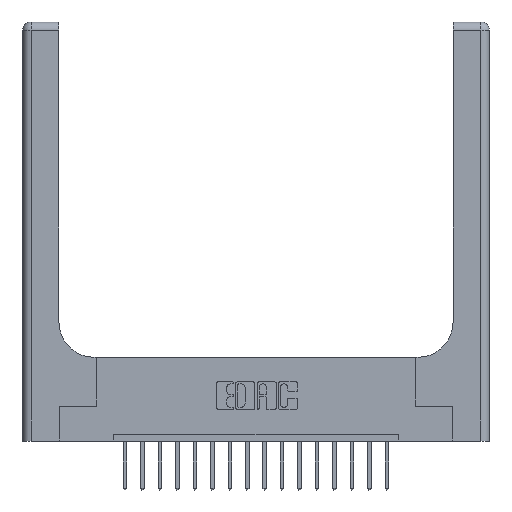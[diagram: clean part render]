
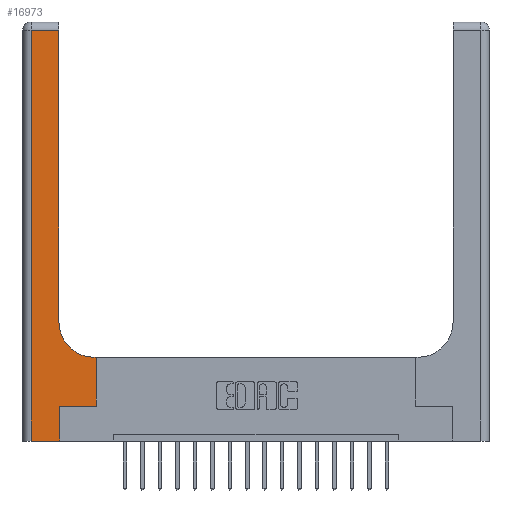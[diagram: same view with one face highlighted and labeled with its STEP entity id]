
A CAD part, top view. The second image highlights one B-rep face of the part: STEP entity #16973.
In plain terms, the highlighted planar face has unit normal (0, 0, 1).
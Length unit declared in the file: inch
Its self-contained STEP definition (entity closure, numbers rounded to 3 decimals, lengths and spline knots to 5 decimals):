
#93 = CARTESIAN_POINT ( 'NONE',  ( 0.51, 0.85, 0.37 ) ) ;
#103 = VERTEX_POINT ( 'NONE', #5514 ) ;
#632 = EDGE_CURVE ( 'NONE', #10652, #16010, #5469, .T. ) ;
#937 = CARTESIAN_POINT ( 'NONE',  ( 0.26, 0.6, 0.37 ) ) ;
#1498 = DIRECTION ( 'NONE',  ( 0., 0., -1. ) ) ;
#1691 = FACE_OUTER_BOUND ( 'NONE', #10173, .T. ) ;
#2606 = EDGE_CURVE ( 'NONE', #103, #10076, #9143, .T. ) ;
#2922 = AXIS2_PLACEMENT_3D ( 'NONE', #14701, #1498, #5935 ) ;
#3048 = VERTEX_POINT ( 'NONE', #7475 ) ;
#3138 = PLANE ( 'NONE',  #2922 ) ;
#3209 = CARTESIAN_POINT ( 'NONE',  ( 0.06, 0., 0.37 ) ) ;
#3253 = ORIENTED_EDGE ( 'NONE', *, *, #2606, .T. ) ;
#3716 = VERTEX_POINT ( 'NONE', #7697 ) ;
#3845 = LINE ( 'NONE', #937, #17968 ) ;
#3893 = VECTOR ( 'NONE', #8730, 39.37008 ) ;
#4835 = CARTESIAN_POINT ( 'NONE',  ( 0., 2.94, 0.37 ) ) ;
#4979 = EDGE_CURVE ( 'NONE', #3716, #10330, #10625, .T. ) ;
#5469 = LINE ( 'NONE', #12790, #3893 ) ;
#5514 = CARTESIAN_POINT ( 'NONE',  ( 0.26, 0.85, 0.37 ) ) ;
#5633 = EDGE_CURVE ( 'NONE', #3048, #103, #14841, .T. ) ;
#5734 = CARTESIAN_POINT ( 'NONE',  ( 0.265, 0., 0.37 ) ) ;
#5935 = DIRECTION ( 'NONE',  ( -1., 0., 0. ) ) ;
#6296 = EDGE_CURVE ( 'NONE', #10330, #3048, #3845, .T. ) ;
#6352 = DIRECTION ( 'NONE',  ( 0., 1., 0. ) ) ;
#6544 = AXIS2_PLACEMENT_3D ( 'NONE', #93, #10227, #14754 ) ;
#7152 = CARTESIAN_POINT ( 'NONE',  ( 0.06, 2.94, 0.37 ) ) ;
#7311 = EDGE_CURVE ( 'NONE', #10076, #10652, #13592, .T. ) ;
#7475 = CARTESIAN_POINT ( 'NONE',  ( 0.51, 0.6, 0.37 ) ) ;
#7697 = CARTESIAN_POINT ( 'NONE',  ( 0.528, 0.25, 0.37 ) ) ;
#8095 = CARTESIAN_POINT ( 'NONE',  ( 0., 0., 0.37 ) ) ;
#8719 = DIRECTION ( 'NONE',  ( 0., 1., 0. ) ) ;
#8730 = DIRECTION ( 'NONE',  ( 0., -1., 0. ) ) ;
#8821 = CARTESIAN_POINT ( 'NONE',  ( 0.265, 0.25, 0.37 ) ) ;
#8954 = CARTESIAN_POINT ( 'NONE',  ( 0.26, 3., 0.37 ) ) ;
#9052 = ORIENTED_EDGE ( 'NONE', *, *, #5633, .T. ) ;
#9143 = LINE ( 'NONE', #8954, #10391 ) ;
#9254 = LINE ( 'NONE', #15406, #16378 ) ;
#10076 = VERTEX_POINT ( 'NONE', #10869 ) ;
#10173 = EDGE_LOOP ( 'NONE', ( #3253, #13756, #16541, #13410, #16726, #11635, #13110, #13604, #9052 ) ) ;
#10227 = DIRECTION ( 'NONE',  ( 0., 0., -1. ) ) ;
#10330 = VERTEX_POINT ( 'NONE', #12004 ) ;
#10391 = VECTOR ( 'NONE', #6352, 39.37008 ) ;
#10625 = LINE ( 'NONE', #17549, #12078 ) ;
#10652 = VERTEX_POINT ( 'NONE', #7152 ) ;
#10712 = CARTESIAN_POINT ( 'NONE',  ( 0.265, 0., 0.37 ) ) ;
#10869 = CARTESIAN_POINT ( 'NONE',  ( 0.26, 2.94, 0.37 ) ) ;
#11003 = DIRECTION ( 'NONE',  ( 1., 0., 0. ) ) ;
#11278 = VECTOR ( 'NONE', #11003, 39.37008 ) ;
#11327 = VERTEX_POINT ( 'NONE', #8821 ) ;
#11635 = ORIENTED_EDGE ( 'NONE', *, *, #12462, .T. ) ;
#12004 = CARTESIAN_POINT ( 'NONE',  ( 0.528, 0.6, 0.37 ) ) ;
#12078 = VECTOR ( 'NONE', #16295, 39.37008 ) ;
#12462 = EDGE_CURVE ( 'NONE', #11327, #3716, #9254, .T. ) ;
#12520 = DIRECTION ( 'NONE',  ( -1., 0., 0. ) ) ;
#12790 = CARTESIAN_POINT ( 'NONE',  ( 0.06, 3., 0.37 ) ) ;
#13110 = ORIENTED_EDGE ( 'NONE', *, *, #4979, .T. ) ;
#13173 = VECTOR ( 'NONE', #12520, 39.37008 ) ;
#13410 = ORIENTED_EDGE ( 'NONE', *, *, #18008, .T. ) ;
#13592 = LINE ( 'NONE', #4835, #13173 ) ;
#13604 = ORIENTED_EDGE ( 'NONE', *, *, #6296, .T. ) ;
#13756 = ORIENTED_EDGE ( 'NONE', *, *, #7311, .T. ) ;
#14244 = EDGE_CURVE ( 'NONE', #19004, #11327, #14409, .T. ) ;
#14278 = VECTOR ( 'NONE', #8719, 39.37008 ) ;
#14409 = LINE ( 'NONE', #5734, #14278 ) ;
#14701 = CARTESIAN_POINT ( 'NONE',  ( 0., 3., 0.37 ) ) ;
#14754 = DIRECTION ( 'NONE',  ( 1., 0., 0. ) ) ;
#14841 = CIRCLE ( 'NONE', #6544, 0.25 ) ;
#15025 = DIRECTION ( 'NONE',  ( 1., 0., 0. ) ) ;
#15406 = CARTESIAN_POINT ( 'NONE',  ( 0.265, 0.25, 0.37 ) ) ;
#15408 = LINE ( 'NONE', #8095, #11278 ) ;
#16010 = VERTEX_POINT ( 'NONE', #3209 ) ;
#16295 = DIRECTION ( 'NONE',  ( 0., 1., 0. ) ) ;
#16378 = VECTOR ( 'NONE', #15025, 39.37008 ) ;
#16541 = ORIENTED_EDGE ( 'NONE', *, *, #632, .T. ) ;
#16726 = ORIENTED_EDGE ( 'NONE', *, *, #14244, .T. ) ;
#16973 = ADVANCED_FACE ( 'NONE', ( #1691 ), #3138, .F. ) ;
#17549 = CARTESIAN_POINT ( 'NONE',  ( 0.528, 0.25, 0.37 ) ) ;
#17968 = VECTOR ( 'NONE', #18580, 39.37008 ) ;
#18008 = EDGE_CURVE ( 'NONE', #16010, #19004, #15408, .T. ) ;
#18580 = DIRECTION ( 'NONE',  ( -1., 0., 0. ) ) ;
#19004 = VERTEX_POINT ( 'NONE', #10712 ) ;
